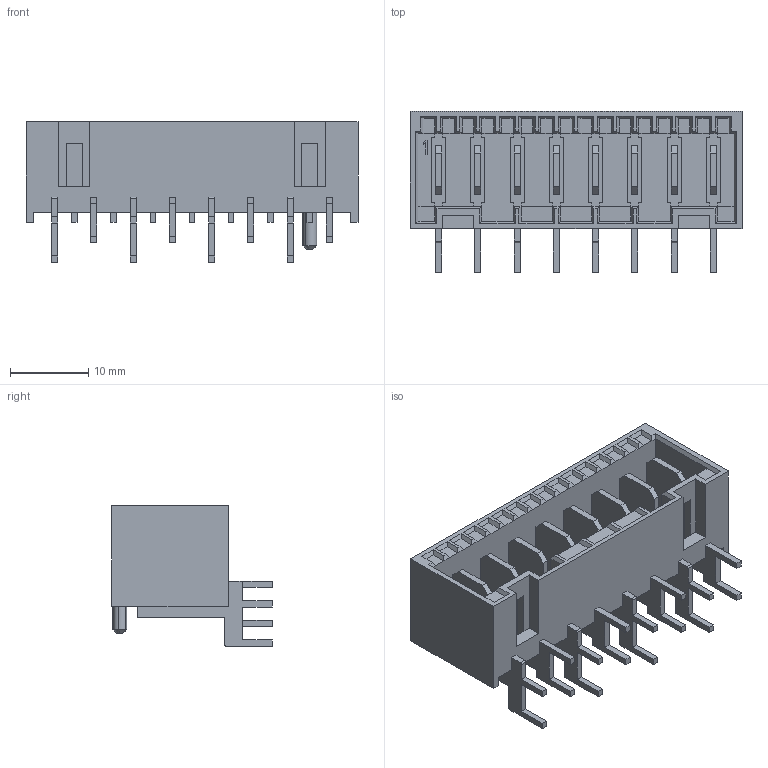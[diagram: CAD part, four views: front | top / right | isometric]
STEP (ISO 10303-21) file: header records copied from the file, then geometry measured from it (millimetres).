
FILE_DESCRIPTION((''),'2;1');
FILE_NAME('C-521384-8','2020-10-07T08:55:48',('workeradm'),('TE Connectivity Ltd.'),'CREO PARAMETRIC BY PTC INC, 2019292','CREO PARAMETRIC BY PTC INC, 2019292','');
FILE_SCHEMA(('AUTOMOTIVE_DESIGN { 1 0 10303 214 1 1 1 1 }'));
Length unit declared in the file: millimetre
Products named in the file (1): C-521384-8
Bounding box: 42.3 x 20.5 x 17.9 mm (x, y, z)
Volume: 3864.2 mm3; surface area: 6209.4 mm2
Topology: 1 solids, 1 shells, 490 faces, 1390 edges, 916 vertices
Faces by surface type: plane 458, cylinder 30, cone 2
Entity records: 15738 total; most frequent: CARTESIAN_POINT 2817, ORIENTED_EDGE 2768, DIRECTION 2496, EDGE_CURVE 1384, VECTOR 1326, LINE 1326, VERTEX_POINT 904, AXIS2_PLACEMENT_3D 585
